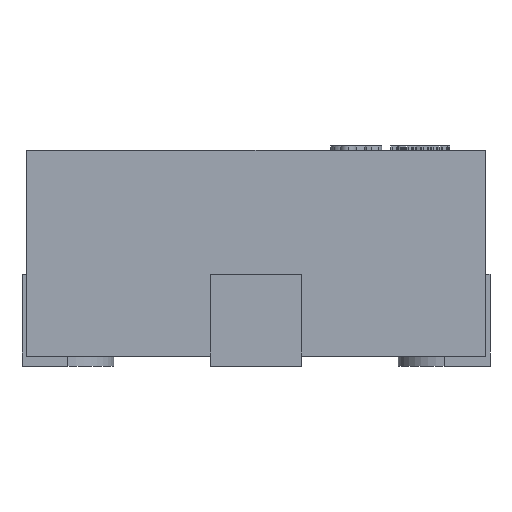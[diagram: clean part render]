
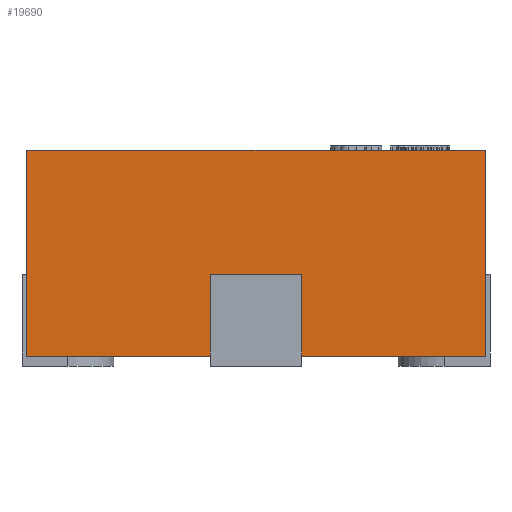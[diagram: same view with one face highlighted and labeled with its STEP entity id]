
A CAD part, front view. The second image highlights one B-rep face of the part: STEP entity #19690.
In plain terms, the highlighted planar face has unit normal (0, -1, 0).
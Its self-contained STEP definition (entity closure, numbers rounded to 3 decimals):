
#518 = ORIENTED_EDGE ( 'NONE', *, *, #8332, .T. ) ;
#543 = CARTESIAN_POINT ( 'NONE',  ( -0.5, -0.5, 0.48 ) ) ;
#815 = VECTOR ( 'NONE', #4951, 1000. ) ;
#1146 = ORIENTED_EDGE ( 'NONE', *, *, #1449, .F. ) ;
#1449 = EDGE_CURVE ( 'NONE', #13778, #9944, #17581, .T. ) ;
#1989 = EDGE_CURVE ( 'NONE', #9944, #15184, #14376, .T. ) ;
#3580 = VECTOR ( 'NONE', #19675, 1000. ) ;
#3898 = LINE ( 'NONE', #5425, #3580 ) ;
#4951 = DIRECTION ( 'NONE',  ( 0., 0., -1. ) ) ;
#5086 = DIRECTION ( 'NONE',  ( 1., 0., 0. ) ) ;
#5425 = CARTESIAN_POINT ( 'NONE',  ( -0.5, -0.5, 0.48 ) ) ;
#5500 = CARTESIAN_POINT ( 'NONE',  ( -0.5, -0.5, 0.48 ) ) ;
#6453 = VECTOR ( 'NONE', #5086, 1000. ) ;
#6555 = CARTESIAN_POINT ( 'NONE',  ( -0.5, -0.5, 0.03 ) ) ;
#6632 = CARTESIAN_POINT ( 'NONE',  ( 0.5, -0.5, 0.03 ) ) ;
#8276 = DIRECTION ( 'NONE',  ( 0., 0., 1. ) ) ;
#8332 = EDGE_CURVE ( 'NONE', #20118, #15184, #15186, .T. ) ;
#8476 = CARTESIAN_POINT ( 'NONE',  ( 0.5, -0.5, 0.48 ) ) ;
#9823 = CARTESIAN_POINT ( 'NONE',  ( -0.5, -0.5, 0.48 ) ) ;
#9944 = VERTEX_POINT ( 'NONE', #8476 ) ;
#10621 = DIRECTION ( 'NONE',  ( 1., 0., 0. ) ) ;
#12595 = EDGE_CURVE ( 'NONE', #13778, #20118, #3898, .T. ) ;
#12868 = FACE_OUTER_BOUND ( 'NONE', #19627, .T. ) ;
#13765 = ORIENTED_EDGE ( 'NONE', *, *, #12595, .T. ) ;
#13778 = VERTEX_POINT ( 'NONE', #543 ) ;
#14376 = LINE ( 'NONE', #18975, #815 ) ;
#15184 = VERTEX_POINT ( 'NONE', #6632 ) ;
#15186 = LINE ( 'NONE', #19911, #18261 ) ;
#16036 = DIRECTION ( 'NONE',  ( 0., 1., 0. ) ) ;
#16709 = PLANE ( 'NONE',  #19652 ) ;
#17270 = ORIENTED_EDGE ( 'NONE', *, *, #1989, .F. ) ;
#17581 = LINE ( 'NONE', #5500, #6453 ) ;
#18261 = VECTOR ( 'NONE', #10621, 1000. ) ;
#18975 = CARTESIAN_POINT ( 'NONE',  ( 0.5, -0.5, 0.48 ) ) ;
#19627 = EDGE_LOOP ( 'NONE', ( #518, #17270, #1146, #13765 ) ) ;
#19652 = AXIS2_PLACEMENT_3D ( 'NONE', #9823, #16036, #8276 ) ;
#19675 = DIRECTION ( 'NONE',  ( 0., 0., -1. ) ) ;
#19690 = ADVANCED_FACE ( 'NONE', ( #12868 ), #16709, .F. ) ;
#19911 = CARTESIAN_POINT ( 'NONE',  ( -0.5, -0.5, 0.03 ) ) ;
#20118 = VERTEX_POINT ( 'NONE', #6555 ) ;
